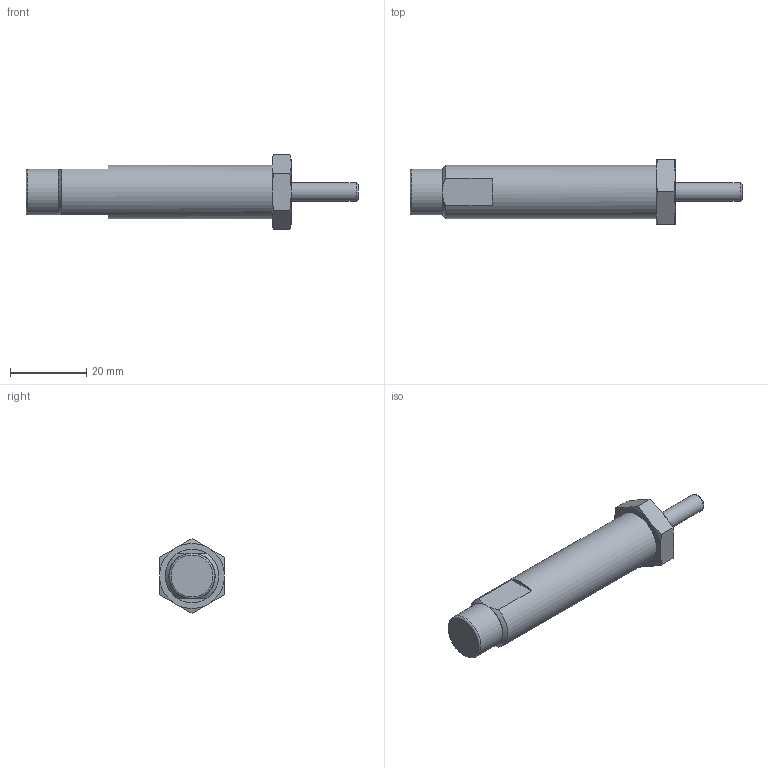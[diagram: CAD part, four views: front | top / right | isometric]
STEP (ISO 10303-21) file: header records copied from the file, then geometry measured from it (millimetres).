
FILE_DESCRIPTION((''),'2;1');
FILE_NAME('MSL-S1.stp','2012-11-22T11:27:10',('hartung_david'),(''),'Autodesk Inventor 2012','Autodesk Inventor 2012','');
FILE_SCHEMA(('AUTOMOTIVE_DESIGN { 1 0 10303 214 1 1 1 1 }'));
Length unit declared in the file: millimetre
Products named in the file (1): MSL-S1
Bounding box: 87 x 17 x 19.63 mm (x, y, z)
Volume: 10994 mm3; surface area: 3805.6 mm2
Topology: 1 solids, 1 shells, 38 faces, 85 edges, 52 vertices
Faces by surface type: plane 17, cone 16, cylinder 3, torus 2
Full cylindrical faces by diameter (mm): 4.8 x1, 12 x1, 14 x1
Entity records: 974 total; most frequent: CARTESIAN_POINT 215, DIRECTION 152, ORIENTED_EDGE 146, EDGE_CURVE 73, AXIS2_PLACEMENT_3D 68, EDGE_LOOP 48, VERTEX_POINT 47, FACE_OUTER_BOUND 38
